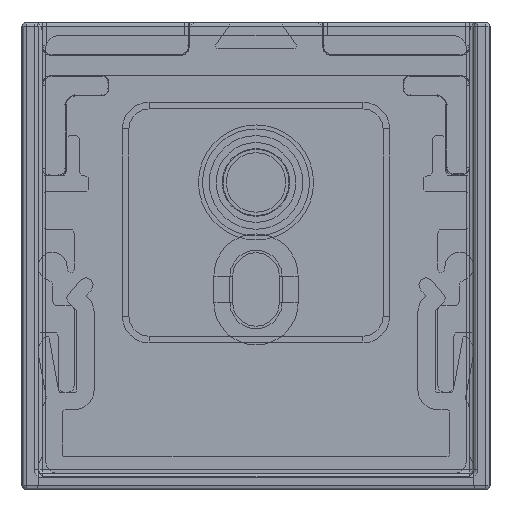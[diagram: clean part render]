
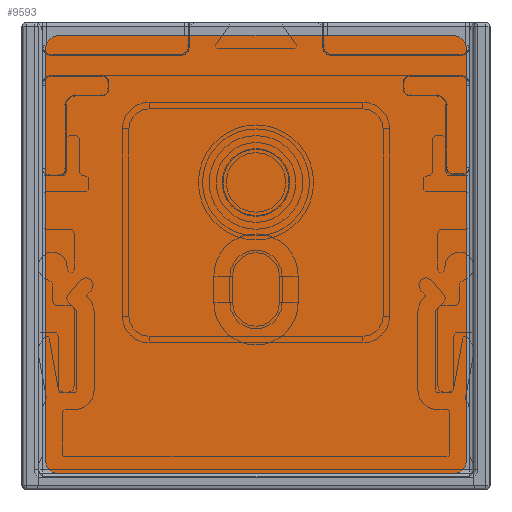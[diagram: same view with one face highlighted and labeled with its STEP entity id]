
A CAD part, front view. The second image highlights one B-rep face of the part: STEP entity #9593.
In plain terms, the highlighted planar face has unit normal (0, -1, 0).
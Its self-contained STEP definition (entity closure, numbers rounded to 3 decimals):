
#340=PLANE('',#10754);
#1101=LINE('',#17742,#1873);
#1107=LINE('',#17763,#1879);
#1111=LINE('',#17774,#1883);
#1112=LINE('',#17776,#1884);
#1873=VECTOR('',#13759,10.);
#1879=VECTOR('',#13779,10.);
#1883=VECTOR('',#13793,10.);
#1884=VECTOR('',#13796,10.);
#2432=FACE_OUTER_BOUND('',#3004,.T.);
#3004=EDGE_LOOP('',(#8780,#8781,#8782,#8783,#8784,#8785,#8786,#8787));
#3512=CIRCLE('',#10738,1.);
#3517=CIRCLE('',#10746,1.);
#3518=CIRCLE('',#10749,1.);
#3519=CIRCLE('',#10751,1.);
#4527=VERTEX_POINT('',#17729);
#4528=VERTEX_POINT('',#17730);
#4532=VERTEX_POINT('',#17740);
#4538=VERTEX_POINT('',#17756);
#4539=VERTEX_POINT('',#17757);
#4540=VERTEX_POINT('',#17762);
#4541=VERTEX_POINT('',#17766);
#4542=VERTEX_POINT('',#17770);
#5934=EDGE_CURVE('',#4527,#4528,#3512,.T.);
#5940=EDGE_CURVE('',#4532,#4527,#1101,.T.);
#5947=EDGE_CURVE('',#4538,#4539,#3517,.T.);
#5950=EDGE_CURVE('',#4539,#4540,#1107,.T.);
#5952=EDGE_CURVE('',#4540,#4541,#3518,.T.);
#5954=EDGE_CURVE('',#4542,#4532,#3519,.T.);
#5956=EDGE_CURVE('',#4528,#4538,#1111,.T.);
#5957=EDGE_CURVE('',#4541,#4542,#1112,.T.);
#8780=ORIENTED_EDGE('',*,*,#5934,.F.);
#8781=ORIENTED_EDGE('',*,*,#5940,.F.);
#8782=ORIENTED_EDGE('',*,*,#5954,.F.);
#8783=ORIENTED_EDGE('',*,*,#5957,.F.);
#8784=ORIENTED_EDGE('',*,*,#5952,.F.);
#8785=ORIENTED_EDGE('',*,*,#5950,.F.);
#8786=ORIENTED_EDGE('',*,*,#5947,.F.);
#8787=ORIENTED_EDGE('',*,*,#5956,.F.);
#9593=ADVANCED_FACE('',(#2432),#340,.T.);
#10738=AXIS2_PLACEMENT_3D('',#17731,#13749,#13750);
#10746=AXIS2_PLACEMENT_3D('',#17758,#13773,#13774);
#10749=AXIS2_PLACEMENT_3D('',#17767,#13783,#13784);
#10751=AXIS2_PLACEMENT_3D('',#17771,#13788,#13789);
#10754=AXIS2_PLACEMENT_3D('',#17777,#13797,#13798);
#13749=DIRECTION('center_axis',(0.,1.,0.));
#13750=DIRECTION('ref_axis',(-0.707,0.,-0.707));
#13759=DIRECTION('',(-1.,0.,0.));
#13773=DIRECTION('center_axis',(0.,1.,0.));
#13774=DIRECTION('ref_axis',(-0.707,0.,0.707));
#13779=DIRECTION('',(1.,0.,0.));
#13783=DIRECTION('center_axis',(0.,1.,0.));
#13784=DIRECTION('ref_axis',(0.707,0.,0.707));
#13788=DIRECTION('center_axis',(0.,1.,0.));
#13789=DIRECTION('ref_axis',(0.707,0.,-0.707));
#13793=DIRECTION('',(0.,0.,1.));
#13796=DIRECTION('',(0.,0.,-1.));
#13797=DIRECTION('center_axis',(0.,-1.,0.));
#13798=DIRECTION('ref_axis',(-1.,0.,0.));
#17729=CARTESIAN_POINT('',(-14.75,-707.8,-33.8));
#17730=CARTESIAN_POINT('',(-15.75,-707.8,-32.8));
#17731=CARTESIAN_POINT('Origin',(-14.75,-707.8,-32.8));
#17740=CARTESIAN_POINT('',(14.75,-707.8,-33.8));
#17742=CARTESIAN_POINT('',(-15.75,-707.8,-33.8));
#17756=CARTESIAN_POINT('',(-15.75,-707.8,-2.));
#17757=CARTESIAN_POINT('',(-14.75,-707.8,-1.));
#17758=CARTESIAN_POINT('Origin',(-14.75,-707.8,-2.));
#17762=CARTESIAN_POINT('',(14.75,-707.8,-1.));
#17763=CARTESIAN_POINT('',(15.75,-707.8,-1.));
#17766=CARTESIAN_POINT('',(15.75,-707.8,-2.));
#17767=CARTESIAN_POINT('Origin',(14.75,-707.8,-2.));
#17770=CARTESIAN_POINT('',(15.75,-707.8,-32.8));
#17771=CARTESIAN_POINT('Origin',(14.75,-707.8,-32.8));
#17774=CARTESIAN_POINT('',(-15.75,-707.8,-1.));
#17776=CARTESIAN_POINT('',(15.75,-707.8,-33.8));
#17777=CARTESIAN_POINT('Origin',(0.,-707.8,
-17.4));
